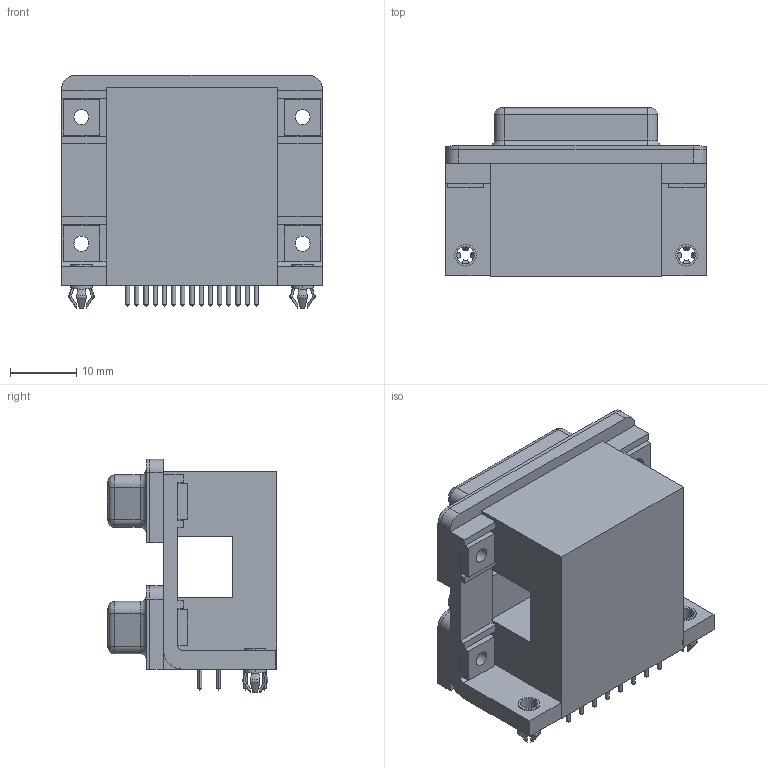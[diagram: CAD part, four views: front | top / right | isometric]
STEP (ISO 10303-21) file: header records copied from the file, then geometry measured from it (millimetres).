
FILE_DESCRIPTION((''),'2;1');
FILE_NAME('TYCO_1-1734285-3.stp','2010-05-19T15:25:31',(''),(''),'Mechanical Desktop 2010','Mechanical Desktop 2010',', , ');
FILE_SCHEMA(('AUTOMOTIVE_DESIGN { 1 2 10303 214 1 1 1 1 }'));
Length unit declared in the file: millimetre
Products named in the file (1): Product
Bounding box: 39.3 x 25.5 x 35.15 mm (x, y, z)
Volume: 17163.2 mm3; surface area: 12332 mm2
Topology: 44 solids, 44 shells, 684 faces, 1663 edges, 1047 vertices
Faces by surface type: cylinder 292, plane 232, cone 92, torus 40, bspline 28
Entity records: 20698 total; most frequent: CARTESIAN_POINT 4507, DIRECTION 3438, ORIENTED_EDGE 3206, EDGE_CURVE 1603, AXIS2_PLACEMENT_3D 1338, VERTEX_POINT 1047, EDGE_LOOP 824, VECTOR 762
